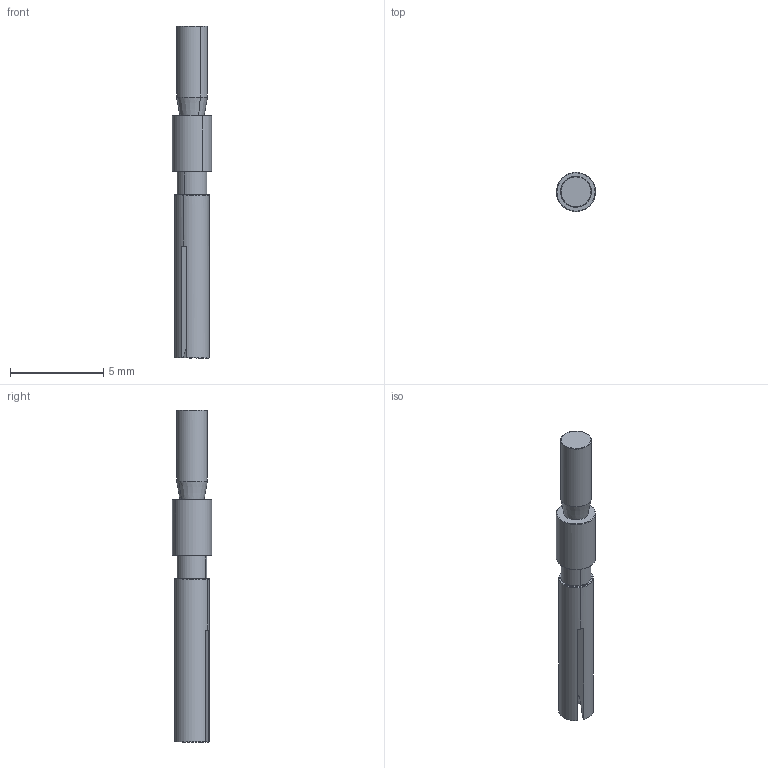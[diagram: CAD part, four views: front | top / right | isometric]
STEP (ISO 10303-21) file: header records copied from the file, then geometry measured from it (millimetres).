
FILE_DESCRIPTION(('CATIA V5 STEP Exchange','CAx-IF Rec.Pracs.--- Model Styling and Organization---1.4--- 2014-01-23'),'2;1');
FILE_NAME ('1128409-4_0', '2021-01-11T07:39:04+00:00', ('none'), ('Weidmueller'), 'CATIA Version 5-6 Release 2016 SP3 HF44', 'CATIA V5 STEP AP214', 'none');
FILE_SCHEMA(('AUTOMOTIVE_DESIGN { 1 0 10303 214 1 1 1 1 }'));
Length unit declared in the file: millimetre
Products named in the file (1): 2673730000
Bounding box: 2.1 x 2.1 x 17.8 mm (x, y, z)
Volume: 42 mm3; surface area: 127.2 mm2
Topology: 1 solids, 1 shells, 37 faces, 100 edges, 68 vertices
Faces by surface type: torus 14, plane 9, cylinder 8, cone 6
Entity records: 1330 total; most frequent: CARTESIAN_POINT 402, ORIENTED_EDGE 200, DIRECTION 157, EDGE_CURVE 100, AXIS2_PLACEMENT_3D 99, VERTEX_POINT 68, CIRCLE 61, EDGE_LOOP 40
